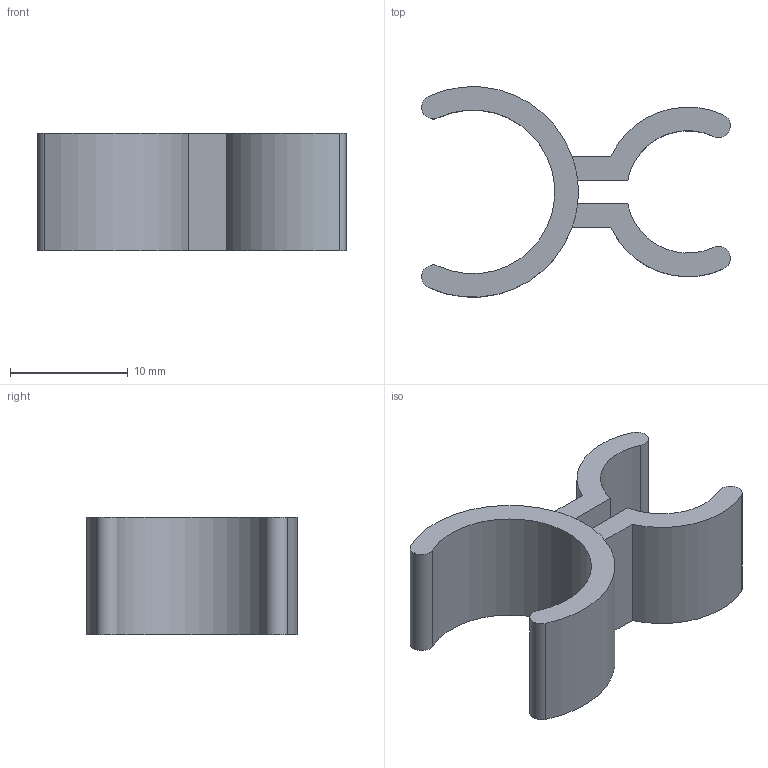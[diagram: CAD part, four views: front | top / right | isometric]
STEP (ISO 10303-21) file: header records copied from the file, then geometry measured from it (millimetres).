
FILE_DESCRIPTION(('FreeCAD Model'),'2;1');
FILE_NAME('Open CASCADE Shape Model','2024-02-03T23:43:18',(''),(''), 'Open CASCADE STEP processor 7.6','FreeCAD','Unknown');
FILE_SCHEMA(('AUTOMOTIVE_DESIGN { 1 0 10303 214 1 1 1 1 }'));
Length unit declared in the file: millimetre
Products named in the file (2): Expo Clip; Body002
Assembly tree (1 placements, depth 2):
  Expo Clip
    Body002
Bounding box: 26.22 x 17.86 x 10 mm (x, y, z)
Volume: 1264.9 mm3; surface area: 1542 mm2
Topology: 1 solids, 1 shells, 22 faces, 52 edges, 32 vertices
Faces by surface type: cylinder 12, plane 10
Entity records: 1386 total; most frequent: CARTESIAN_POINT 272, DIRECTION 222, ORIENTED_EDGE 104, PCURVE 104, DEFINITIONAL_REPRESENTATION 104, LINE 96, VECTOR 96, AXIS2_PLACEMENT_3D 52
